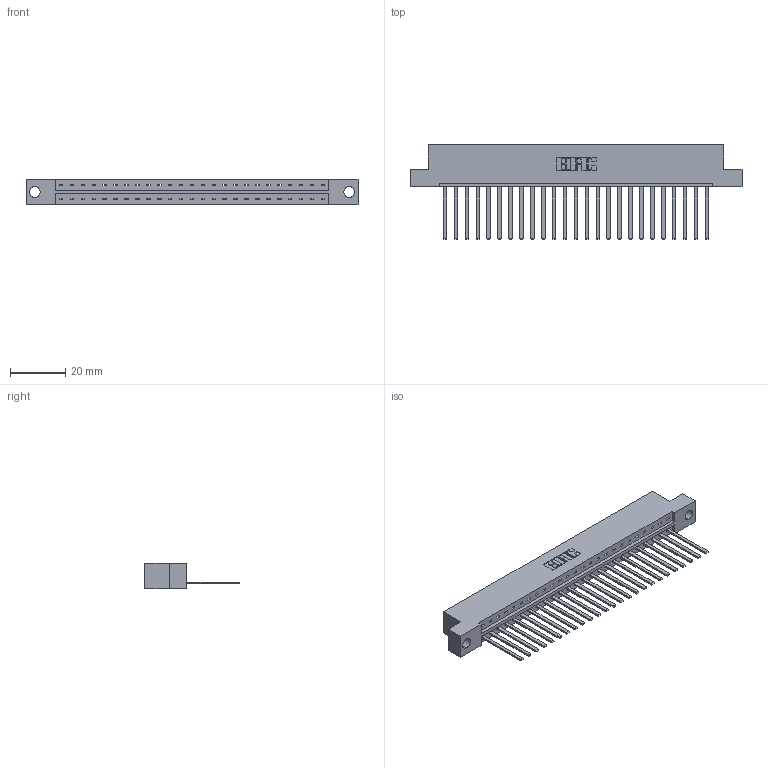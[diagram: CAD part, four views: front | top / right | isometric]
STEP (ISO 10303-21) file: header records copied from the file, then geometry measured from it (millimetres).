
FILE_DESCRIPTION (( 'STEP AP203' ), '1' );
FILE_NAME ('333-025-544-104.STEP', '2018-08-02T12:14:19', ( '' ), ( '' ), 'SwSTEP 2.0', 'SolidWorks 2016', '' );
FILE_SCHEMA (( 'CONFIG_CONTROL_DESIGN' ));
Length unit declared in the file: inch
Products named in the file (3): 333 Part_Flush - .156 Dia - TH; 345-292-001_345-293-144; 333-025-544-104
Assembly tree (26 placements, depth 2):
  333-025-544-104
    333 Part_Flush - .156 Dia - TH
    345-292-001_345-293-144  x25
Bounding box: 120.6 x 34.3 x 9.4 mm (x, y, z)
Volume: 12191.2 mm3; surface area: 13816.2 mm2
Topology: 26 solids, 26 shells, 1414 faces, 4261 edges, 2806 vertices
Faces by surface type: plane 1020, cylinder 394
Entity records: 17301 total; most frequent: CARTESIAN_POINT 2993, ORIENTED_EDGE 2954, DIRECTION 2555, EDGE_CURVE 1477, LINE 1353, VECTOR 1353, VERTEX_POINT 982, AXIS2_PLACEMENT_3D 601
